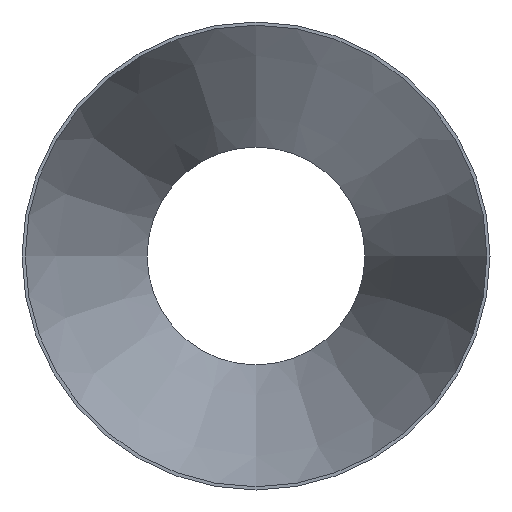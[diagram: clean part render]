
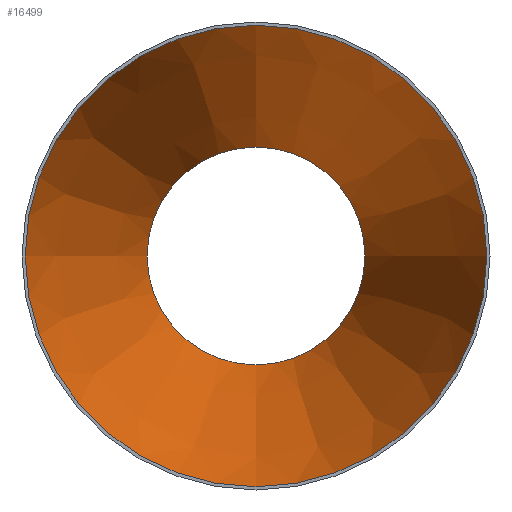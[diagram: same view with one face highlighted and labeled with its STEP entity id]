
A CAD part, front view. The second image highlights one B-rep face of the part: STEP entity #16499.
In plain terms, the highlighted conical face has half-angle 17.352 degrees and reference radius 225.457 mm.
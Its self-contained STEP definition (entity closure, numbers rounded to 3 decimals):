
#65 = VERTEX_POINT ( 'NONE', #9659 ) ;
#809 = DIRECTION ( 'NONE',  ( 0., -1., 0. ) ) ;
#2534 = CARTESIAN_POINT ( 'NONE',  ( 0., 0., 0. ) ) ;
#3871 = ORIENTED_EDGE ( 'NONE', *, *, #4084, .F. ) ;
#4084 = EDGE_CURVE ( 'NONE', #26375, #26375, #26758, .T. ) ;
#5670 = DIRECTION ( 'NONE',  ( 0., 0., -1. ) ) ;
#6497 = CONICAL_SURFACE ( 'NONE', #31161, 225.457, 0.303 ) ;
#7080 = EDGE_CURVE ( 'NONE', #65, #65, #28844, .T. ) ;
#9659 = CARTESIAN_POINT ( 'NONE',  ( 0., 0., -225.457 ) ) ;
#11466 = ORIENTED_EDGE ( 'NONE', *, *, #7080, .T. ) ;
#11892 = CARTESIAN_POINT ( 'NONE',  ( 0., 381., 0. ) ) ;
#13185 = AXIS2_PLACEMENT_3D ( 'NONE', #11892, #26387, #19156 ) ;
#13238 = EDGE_LOOP ( 'NONE', ( #3871 ) ) ;
#13245 = DIRECTION ( 'NONE',  ( 0., -1., 0. ) ) ;
#14970 = FACE_OUTER_BOUND ( 'NONE', #26578, .T. ) ;
#15591 = CARTESIAN_POINT ( 'NONE',  ( 0., 0., 0. ) ) ;
#16499 = ADVANCED_FACE ( 'NONE', ( #20029, #14970 ), #6497, .F. ) ;
#16918 = CARTESIAN_POINT ( 'NONE',  ( 0., 381., -106.407 ) ) ;
#19156 = DIRECTION ( 'NONE',  ( 0., 0., -1. ) ) ;
#20029 = FACE_BOUND ( 'NONE', #13238, .T. ) ;
#20294 = AXIS2_PLACEMENT_3D ( 'NONE', #15591, #13245, #5670 ) ;
#26375 = VERTEX_POINT ( 'NONE', #16918 ) ;
#26387 = DIRECTION ( 'NONE',  ( 0., -1., 0. ) ) ;
#26578 = EDGE_LOOP ( 'NONE', ( #11466 ) ) ;
#26758 = CIRCLE ( 'NONE', #13185, 106.407 ) ;
#28844 = CIRCLE ( 'NONE', #20294, 225.457 ) ;
#29482 = DIRECTION ( 'NONE',  ( 0., 0., -1. ) ) ;
#31161 = AXIS2_PLACEMENT_3D ( 'NONE', #2534, #809, #29482 ) ;
